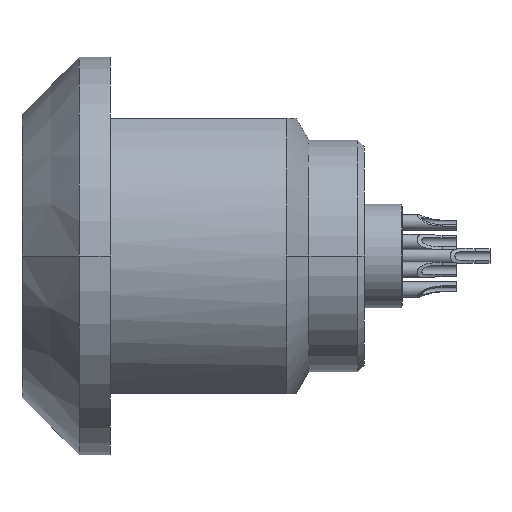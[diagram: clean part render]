
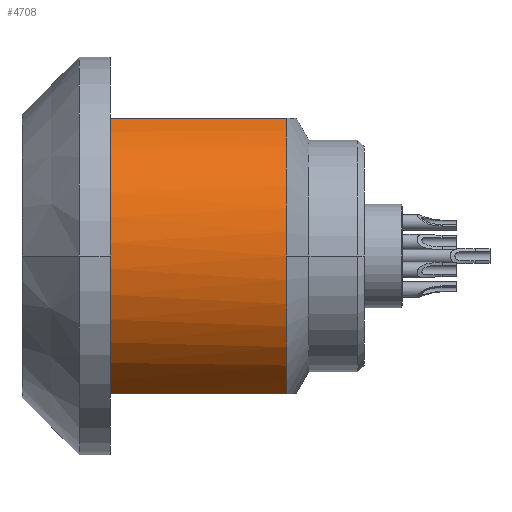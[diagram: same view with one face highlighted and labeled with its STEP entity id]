
A CAD part, front view. The second image highlights one B-rep face of the part: STEP entity #4708.
In plain terms, the highlighted cylindrical face has radius 7 mm (diameter 14 mm), a partial arc.
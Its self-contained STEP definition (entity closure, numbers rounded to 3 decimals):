
#338=CARTESIAN_POINT('',(-0.11,-3.152,-6.25));
#1065=CARTESIAN_POINT('',(-0.11,0.,0.));
#1066=DIRECTION('',(1.,0.,0.));
#1067=DIRECTION('',(0.,-0.45,0.893));
#1068=AXIS2_PLACEMENT_3D('',#1065,#1066,#1067);
#1070=CARTESIAN_POINT('',(-0.11,0.,0.));
#1071=DIRECTION('',(-1.,0.,0.));
#1072=DIRECTION('',(0.,-0.45,-0.893));
#1073=AXIS2_PLACEMENT_3D('',#1070,#1071,#1072);
#1075=DIRECTION('',(1.,0.,0.));
#1076=VECTOR('',#1075,7.99);
#1077=CARTESIAN_POINT('',(-8.1,-3.152,-6.25));
#1078=LINE('',#1077,#1076);
#1079=CARTESIAN_POINT('',(-8.1,0.,0.));
#1080=DIRECTION('',(-1.,0.,0.));
#1081=DIRECTION('',(0.,-0.45,-0.893));
#1082=AXIS2_PLACEMENT_3D('',#1079,#1080,#1081);
#1084=DIRECTION('',(1.,0.,0.));
#1085=VECTOR('',#1084,7.99);
#1086=CARTESIAN_POINT('',(-8.1,-3.152,6.25));
#1087=LINE('',#1086,#1085);
#1103=CARTESIAN_POINT('',(-0.11,-3.152,6.25));
#3278=CARTESIAN_POINT('',(-0.11,-7.,0.));
#3280=VERTEX_POINT('',#3278);
#3293=CARTESIAN_POINT('',(-8.1,-3.152,-6.25));
#3295=VERTEX_POINT('',#3293);
#3297=CARTESIAN_POINT('',(-8.1,-3.152,6.25));
#3299=VERTEX_POINT('',#3297);
#3302=VERTEX_POINT('',#1103);
#3303=VERTEX_POINT('',#338);
#4694=CARTESIAN_POINT('',(-12.875,0.,0.));
#4695=DIRECTION('',(1.,0.,0.));
#4696=DIRECTION('',(0.,-1.,0.));
#4697=AXIS2_PLACEMENT_3D('',#4694,#4695,#4696);
#4698=CYLINDRICAL_SURFACE('',#4697,7.);
#4700=ORIENTED_EDGE('',*,*,#4699,.T.);
#4701=ORIENTED_EDGE('',*,*,#3672,.F.);
#4702=ORIENTED_EDGE('',*,*,#3691,.F.);
#4703=ORIENTED_EDGE('',*,*,#3714,.T.);
#4705=ORIENTED_EDGE('',*,*,#4704,.T.);
#4706=EDGE_LOOP('',(#4700,#4701,#4702,#4703,#4705));
#4707=FACE_OUTER_BOUND('',#4706,.F.);
#4708=ADVANCED_FACE('',(#4707),#4698,.T.);
#1069=CIRCLE('',#1068,7.);
#1074=CIRCLE('',#1073,7.);
#1083=CIRCLE('',#1082,7.);
#3672=EDGE_CURVE('',#3303,#3280,#1074,.T.);
#3691=EDGE_CURVE('',#3295,#3303,#1078,.T.);
#3714=EDGE_CURVE('',#3295,#3299,#1083,.T.);
#4699=EDGE_CURVE('',#3302,#3280,#1069,.T.);
#4704=EDGE_CURVE('',#3299,#3302,#1087,.T.);
